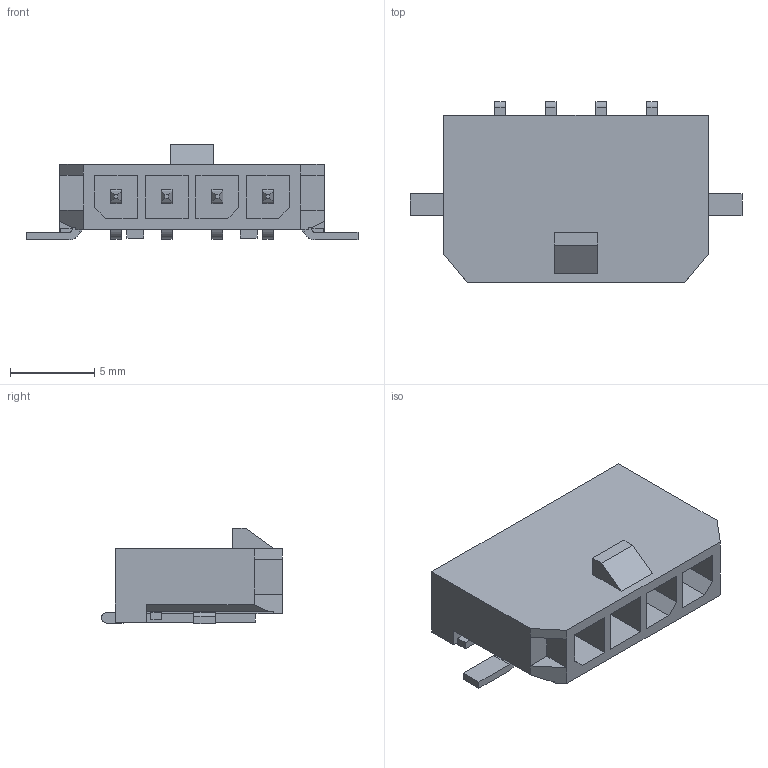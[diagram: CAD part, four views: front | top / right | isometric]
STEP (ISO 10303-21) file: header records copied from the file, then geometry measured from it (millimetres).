
FILE_DESCRIPTION(/* description */ (''),/* implementation_level */ '2;1');
FILE_NAME(/* name */ '436500413wbm000_02_214.stp',/* time_stamp */ '2024-04-18T14:42:43+05:00',/* author */ (''),/* organization */ (''),/* preprocessor_version */ 'ST-DEVELOPER v16.7',/* originating_system */ 'SIEMENS PLM Software NX 1919',/* authorisation */ '');
FILE_SCHEMA (('AUTOMOTIVE_DESIGN { 1 0 10303 214 3 1 1 1 }'));
Length unit declared in the file: millimetre
Products named in the file (1): 436500413wbm000_02
Bounding box: 19.65 x 10.7 x 5.67 mm (x, y, z)
Volume: 440.8 mm3; surface area: 867.8 mm2
Topology: 1 solids, 1 shells, 172 faces, 453 edges, 294 vertices
Faces by surface type: plane 148, cylinder 24
Entity records: 3721 total; most frequent: ORIENTED_EDGE 906, CARTESIAN_POINT 499, EDGE_CURVE 453, LINE 382, VERTEX_POINT 294, AXIS2_PLACEMENT_3D 192, EDGE_LOOP 183, ADVANCED_FACE 172
